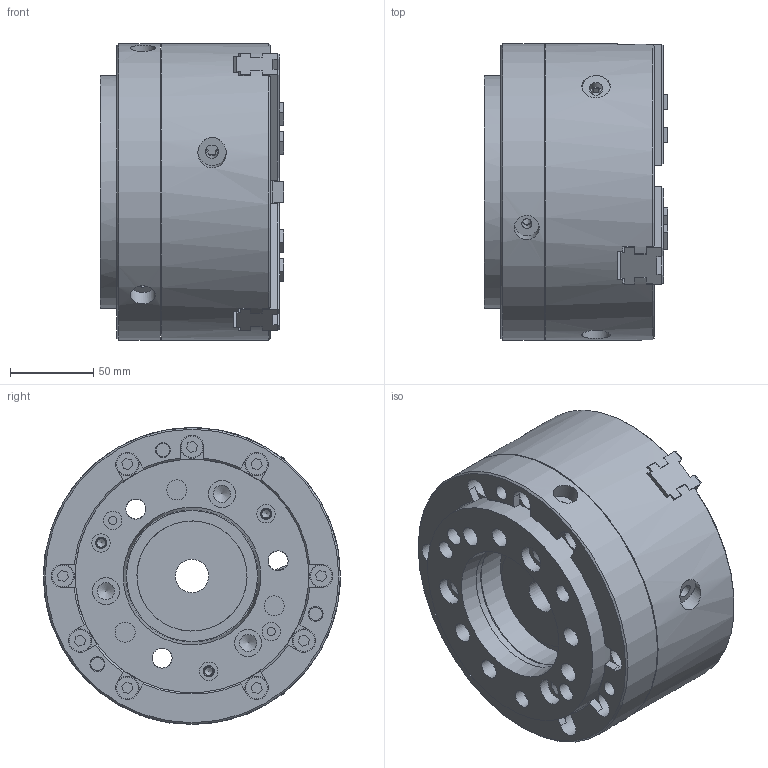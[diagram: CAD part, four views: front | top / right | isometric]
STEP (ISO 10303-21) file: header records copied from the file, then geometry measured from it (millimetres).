
FILE_DESCRIPTION(/* description */ ('Unknown'),/* implementation_level */ '2;1');
FILE_NAME(/* name */ 'QJR07A5-SOLID',/* time_stamp */ '2017-09-08T09:50:02+01:00',/* author */ ('Unknown'),/* organization */ ('Unknown'),/* preprocessor_version */ 'ST-DEVELOPER v16.7',/* originating_system */ 'DEX',/* authorisation */ $);
FILE_SCHEMA (('AUTOMOTIVE_DESIGN {1 0 10303 214 3 1 1}'));
Length unit declared in the file: millimetre
Products named in the file (1): QJR07A5
Bounding box: 109.95 x 178 x 178 mm (x, y, z)
Volume: 2078634.7 mm3; surface area: 210772.8 mm2
Topology: 1 solids, 10 shells, 653 faces, 1582 edges, 1030 vertices
Faces by surface type: plane 473, cylinder 140, cone 40
Full cylindrical faces by diameter (mm): 5 x8, 6 x6, 6.6 x3, 6.8 x6, 7 x6, 7.5 x6, 8 x12, 8.5 x6, 9 x12, 10 x6, 10.3 x3, 11 x5, 12 x9, 13 x9, 14 x9, 15 x3, 16.28 x3, 17 x3, 20 x1, 53 x1, 60 x1, 66 x1, 78.5 x1, 79.8 x1, 81 x1, 140 x1, 170 x1, 178 x2
Entity records: 22431 total; most frequent: CARTESIAN_POINT 3110, DIRECTION 3084, ORIENTED_EDGE 2728, EDGE_CURVE 1364, AXIS2_PLACEMENT_3D 1075, VERTEX_POINT 984, LINE 934, VECTOR 934
